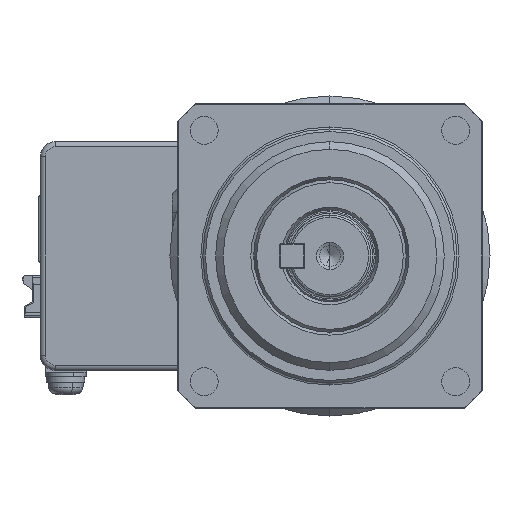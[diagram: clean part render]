
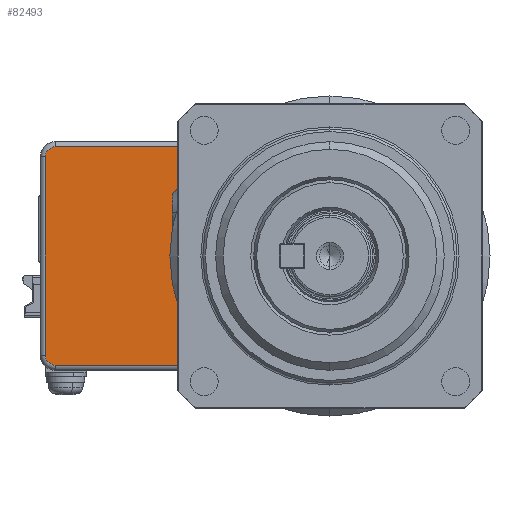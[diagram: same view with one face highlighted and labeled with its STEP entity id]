
A CAD part, left-side view. The second image highlights one B-rep face of the part: STEP entity #82493.
In plain terms, the highlighted planar face has unit normal (-1, 0, 0).
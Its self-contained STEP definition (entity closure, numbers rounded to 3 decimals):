
#2893 = DIRECTION ( 'NONE',  ( 0., -1., 0. ) ) ;
#3994 = VERTEX_POINT ( 'NONE', #124828 ) ;
#4902 = EDGE_CURVE ( 'NONE', #85973, #18399, #32090, .T. ) ;
#5009 = CARTESIAN_POINT ( 'NONE',  ( -47., 84.5, -9. ) ) ;
#5551 = LINE ( 'NONE', #30677, #43170 ) ;
#6133 = DIRECTION ( 'NONE',  ( 0., 0., -1. ) ) ;
#10591 = ORIENTED_EDGE ( 'NONE', *, *, #4902, .T. ) ;
#17554 = CARTESIAN_POINT ( 'NONE',  ( -47., 82.5, -50. ) ) ;
#18399 = VERTEX_POINT ( 'NONE', #119457 ) ;
#18497 = VECTOR ( 'NONE', #118334, 1000. ) ;
#19134 = AXIS2_PLACEMENT_3D ( 'NONE', #19282, #105874, #21165 ) ;
#19282 = CARTESIAN_POINT ( 'NONE',  ( -47., 82.5, -9. ) ) ;
#21165 = DIRECTION ( 'NONE',  ( 0., 0., -1. ) ) ;
#24494 = VERTEX_POINT ( 'NONE', #17554 ) ;
#27430 = EDGE_LOOP ( 'NONE', ( #58192, #121137, #136374, #10591, #79055, #28435 ) ) ;
#28435 = ORIENTED_EDGE ( 'NONE', *, *, #48930, .T. ) ;
#30677 = CARTESIAN_POINT ( 'NONE',  ( -47., 57.5, 0. ) ) ;
#32090 = LINE ( 'NONE', #85522, #18497 ) ;
#41337 = CIRCLE ( 'NONE', #98778, 2. ) ;
#41522 = DIRECTION ( 'NONE',  ( 0., 0., -1. ) ) ;
#43170 = VECTOR ( 'NONE', #41522, 1000. ) ;
#44555 = PLANE ( 'NONE',  #135907 ) ;
#48930 = EDGE_CURVE ( 'NONE', #127271, #3994, #49396, .T. ) ;
#49396 = LINE ( 'NONE', #92187, #115446 ) ;
#53602 = DIRECTION ( 'NONE',  ( 1., 0., 0. ) ) ;
#58192 = ORIENTED_EDGE ( 'NONE', *, *, #133710, .T. ) ;
#60081 = DIRECTION ( 'NONE',  ( 0., 0., -1. ) ) ;
#60997 = DIRECTION ( 'NONE',  ( -1., 0., 0. ) ) ;
#63223 = EDGE_CURVE ( 'NONE', #85973, #94735, #5551, .T. ) ;
#69461 = CARTESIAN_POINT ( 'NONE',  ( -47., 57.5, -50. ) ) ;
#73512 = EDGE_CURVE ( 'NONE', #24494, #94735, #76453, .T. ) ;
#76453 = LINE ( 'NONE', #110308, #137513 ) ;
#76760 = EDGE_CURVE ( 'NONE', #18399, #127271, #139935, .T. ) ;
#79055 = ORIENTED_EDGE ( 'NONE', *, *, #76760, .T. ) ;
#82493 = ADVANCED_FACE ( 'NONE', ( #102275 ), #44555, .F. ) ;
#85522 = CARTESIAN_POINT ( 'NONE',  ( -47., 82.5, -7. ) ) ;
#85973 = VERTEX_POINT ( 'NONE', #100038 ) ;
#87983 = DIRECTION ( 'NONE',  ( 0., 0., -1. ) ) ;
#92187 = CARTESIAN_POINT ( 'NONE',  ( -47., 84.5, 0. ) ) ;
#94735 = VERTEX_POINT ( 'NONE', #69461 ) ;
#98778 = AXIS2_PLACEMENT_3D ( 'NONE', #102151, #60997, #6133 ) ;
#100038 = CARTESIAN_POINT ( 'NONE',  ( -47., 57.5, -7. ) ) ;
#102151 = CARTESIAN_POINT ( 'NONE',  ( -47., 82.5, -48. ) ) ;
#102275 = FACE_OUTER_BOUND ( 'NONE', #27430, .T. ) ;
#105874 = DIRECTION ( 'NONE',  ( -1., 0., 0. ) ) ;
#110308 = CARTESIAN_POINT ( 'NONE',  ( -47., 0., -50. ) ) ;
#115446 = VECTOR ( 'NONE', #60081, 1000. ) ;
#118334 = DIRECTION ( 'NONE',  ( 0., 1., 0. ) ) ;
#119457 = CARTESIAN_POINT ( 'NONE',  ( -47., 82.5, -7. ) ) ;
#121137 = ORIENTED_EDGE ( 'NONE', *, *, #73512, .T. ) ;
#124828 = CARTESIAN_POINT ( 'NONE',  ( -47., 84.5, -48. ) ) ;
#127271 = VERTEX_POINT ( 'NONE', #5009 ) ;
#131202 = CARTESIAN_POINT ( 'NONE',  ( -47., 0., 0. ) ) ;
#133710 = EDGE_CURVE ( 'NONE', #3994, #24494, #41337, .T. ) ;
#135907 = AXIS2_PLACEMENT_3D ( 'NONE', #131202, #53602, #87983 ) ;
#136374 = ORIENTED_EDGE ( 'NONE', *, *, #63223, .F. ) ;
#137513 = VECTOR ( 'NONE', #2893, 1000. ) ;
#139935 = CIRCLE ( 'NONE', #19134, 2. ) ;
